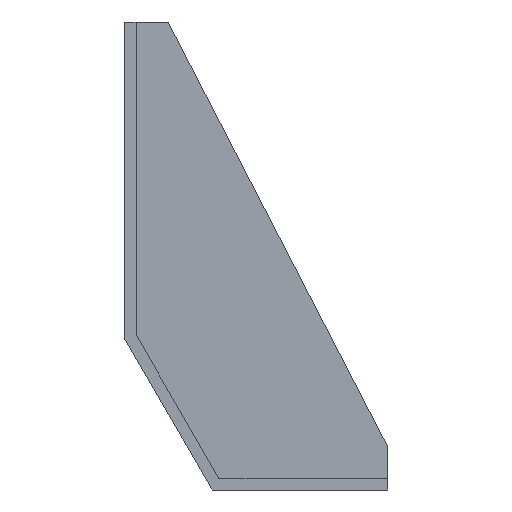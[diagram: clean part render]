
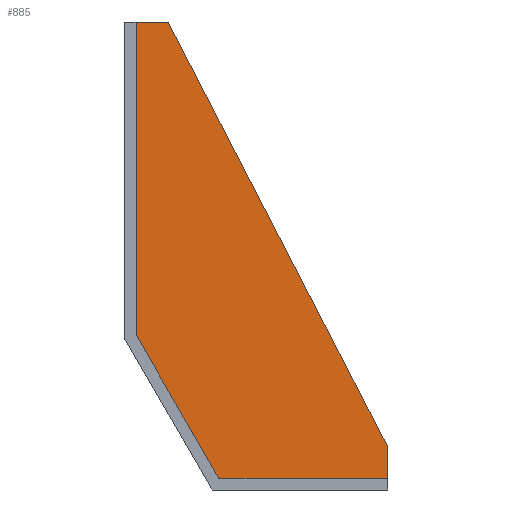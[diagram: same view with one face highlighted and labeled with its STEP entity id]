
A CAD part, left-side view. The second image highlights one B-rep face of the part: STEP entity #885.
In plain terms, the highlighted planar face has unit normal (-1, 0, 0).
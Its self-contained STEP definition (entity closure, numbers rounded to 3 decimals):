
#34 = CARTESIAN_POINT ( 'NONE',  ( 18.5, -4., 72.29 ) ) ;
#38 = ORIENTED_EDGE ( 'NONE', *, *, #816, .F. ) ;
#42 = CARTESIAN_POINT ( 'NONE',  ( 18.5, -15., 160. ) ) ;
#43 = CARTESIAN_POINT ( 'NONE',  ( 18.5, -4., 53.03 ) ) ;
#75 = EDGE_CURVE ( 'NONE', #107, #378, #512, .T. ) ;
#88 = ORIENTED_EDGE ( 'NONE', *, *, #743, .F. ) ;
#89 = EDGE_CURVE ( 'NONE', #825, #138, #181, .T. ) ;
#92 = DIRECTION ( 'NONE',  ( 0., -0.459, -0.888 ) ) ;
#107 = VERTEX_POINT ( 'NONE', #848 ) ;
#108 = EDGE_LOOP ( 'NONE', ( #284, #539, #88, #198, #38, #516 ) ) ;
#109 = CARTESIAN_POINT ( 'NONE',  ( 18.5, -90., 15. ) ) ;
#133 = VECTOR ( 'NONE', #802, 1000. ) ;
#138 = VERTEX_POINT ( 'NONE', #109 ) ;
#158 = EDGE_CURVE ( 'NONE', #378, #227, #769, .T. ) ;
#169 = CARTESIAN_POINT ( 'NONE',  ( 18.5, -32.31, 4. ) ) ;
#176 = AXIS2_PLACEMENT_3D ( 'NONE', #418, #886, #423 ) ;
#180 = CARTESIAN_POINT ( 'NONE',  ( 18.5, -4., 53.03 ) ) ;
#181 = LINE ( 'NONE', #451, #491 ) ;
#187 = VECTOR ( 'NONE', #389, 1000. ) ;
#198 = ORIENTED_EDGE ( 'NONE', *, *, #89, .F. ) ;
#200 = PLANE ( 'NONE',  #176 ) ;
#227 = VERTEX_POINT ( 'NONE', #169 ) ;
#229 = EDGE_CURVE ( 'NONE', #227, #392, #887, .T. ) ;
#232 = FACE_OUTER_BOUND ( 'NONE', #108, .T. ) ;
#245 = VECTOR ( 'NONE', #310, 1000. ) ;
#284 = ORIENTED_EDGE ( 'NONE', *, *, #158, .T. ) ;
#310 = DIRECTION ( 'NONE',  ( 0., -0.5, -0.866 ) ) ;
#314 = CARTESIAN_POINT ( 'NONE',  ( 18.5, 0., 160. ) ) ;
#315 = DIRECTION ( 'NONE',  ( 0., -1., 0. ) ) ;
#330 = VECTOR ( 'NONE', #449, 1000. ) ;
#378 = VERTEX_POINT ( 'NONE', #180 ) ;
#389 = DIRECTION ( 'NONE',  ( 0., 0., -1. ) ) ;
#392 = VERTEX_POINT ( 'NONE', #696 ) ;
#415 = VECTOR ( 'NONE', #315, 1000. ) ;
#418 = CARTESIAN_POINT ( 'NONE',  ( 18.5, -36.034, 72.29 ) ) ;
#423 = DIRECTION ( 'NONE',  ( 0., 0., 1. ) ) ;
#449 = DIRECTION ( 'NONE',  ( 0., 0., -1. ) ) ;
#451 = CARTESIAN_POINT ( 'NONE',  ( 18.5, -15., 160. ) ) ;
#491 = VECTOR ( 'NONE', #92, 1000. ) ;
#512 = LINE ( 'NONE', #34, #330 ) ;
#516 = ORIENTED_EDGE ( 'NONE', *, *, #75, .T. ) ;
#539 = ORIENTED_EDGE ( 'NONE', *, *, #229, .T. ) ;
#554 = LINE ( 'NONE', #796, #187 ) ;
#696 = CARTESIAN_POINT ( 'NONE',  ( 18.5, -90., 4. ) ) ;
#743 = EDGE_CURVE ( 'NONE', #138, #392, #554, .T. ) ;
#745 = LINE ( 'NONE', #314, #133 ) ;
#769 = LINE ( 'NONE', #43, #245 ) ;
#796 = CARTESIAN_POINT ( 'NONE',  ( 18.5, -90., 15. ) ) ;
#802 = DIRECTION ( 'NONE',  ( 0., -1., 0. ) ) ;
#816 = EDGE_CURVE ( 'NONE', #107, #825, #745, .T. ) ;
#825 = VERTEX_POINT ( 'NONE', #42 ) ;
#848 = CARTESIAN_POINT ( 'NONE',  ( 18.5, -4., 160. ) ) ;
#855 = CARTESIAN_POINT ( 'NONE',  ( 18.5, -90., 4. ) ) ;
#885 = ADVANCED_FACE ( 'NONE', ( #232 ), #200, .T. ) ;
#886 = DIRECTION ( 'NONE',  ( -1., 0., 0. ) ) ;
#887 = LINE ( 'NONE', #855, #415 ) ;
